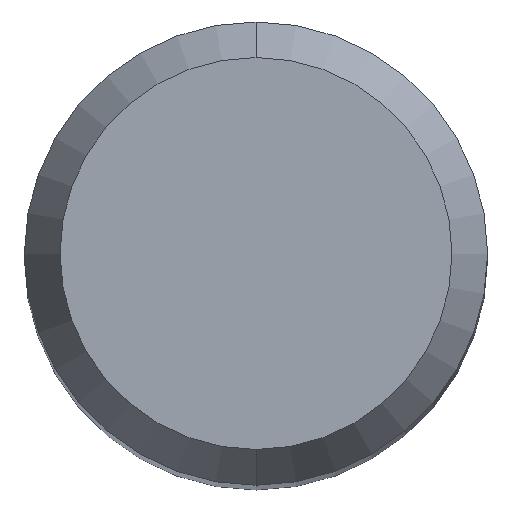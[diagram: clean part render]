
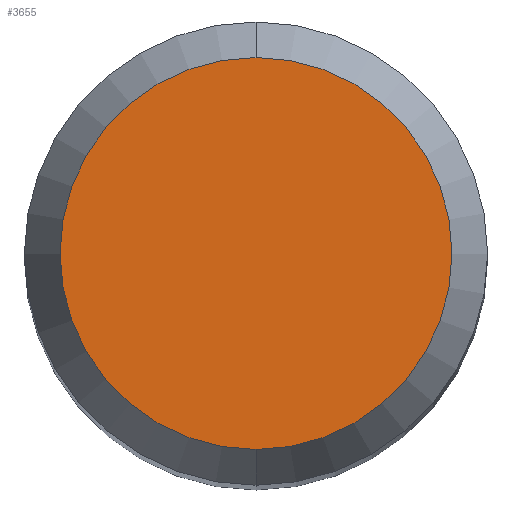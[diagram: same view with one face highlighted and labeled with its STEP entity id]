
A CAD part, top view. The second image highlights one B-rep face of the part: STEP entity #3655.
In plain terms, the highlighted planar face has unit normal (0, 0, 1).
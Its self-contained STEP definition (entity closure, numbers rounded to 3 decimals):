
#1489=EDGE_CURVE('',#1941,#2903,#4196,.T.);
#1941=VERTEX_POINT('',#4685);
#2507=EDGE_CURVE('',#2903,#1941,#5307,.T.);
#2903=VERTEX_POINT('',#5739);
#3655=ADVANCED_FACE('',(#6561),#6562,.T.);
#4196=CIRCLE('',#7336,2.538);
#4685=CARTESIAN_POINT('',(0.0,2.538,0.0));
#5307=CIRCLE('',#10287,2.538);
#5739=CARTESIAN_POINT('',(0.,-2.538,0.0));
#6561=FACE_OUTER_BOUND('',#13506,.T.);
#6562=PLANE('',#13507);
#7336=AXIS2_PLACEMENT_3D('',#14841,#14842,#14843);
#10287=AXIS2_PLACEMENT_3D('',#16068,#16069,#16070);
#13506=EDGE_LOOP('',(#17531,#17532));
#13507=AXIS2_PLACEMENT_3D('',#17533,#17534,#17535);
#14841=CARTESIAN_POINT('',(0.0,0.0,0.0));
#14842=DIRECTION('',(0.0,0.0,-1.0));
#14843=DIRECTION('',(0.0,1.0,0.0));
#16068=CARTESIAN_POINT('',(0.0,0.0,0.0));
#16069=DIRECTION('',(0.0,0.0,-1.0));
#16070=DIRECTION('',(0.0,1.0,0.0));
#17531=ORIENTED_EDGE('',*,*,#1489,.F.);
#17532=ORIENTED_EDGE('',*,*,#2507,.F.);
#17533=CARTESIAN_POINT('',(0.0,1.269,0.0));
#17534=DIRECTION('',(-0.0,0.0,1.0));
#17535=DIRECTION('',(0.0,-1.0,0.0));
